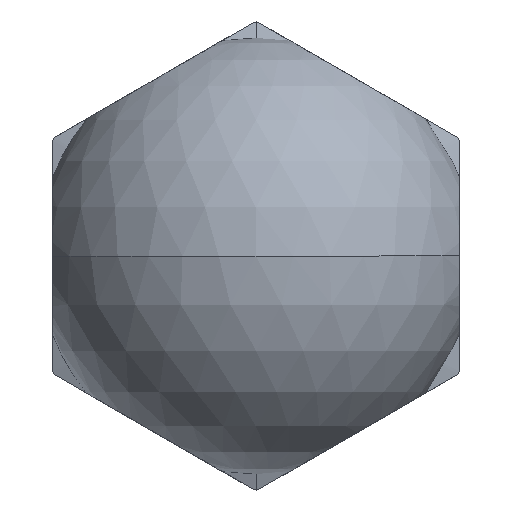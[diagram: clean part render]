
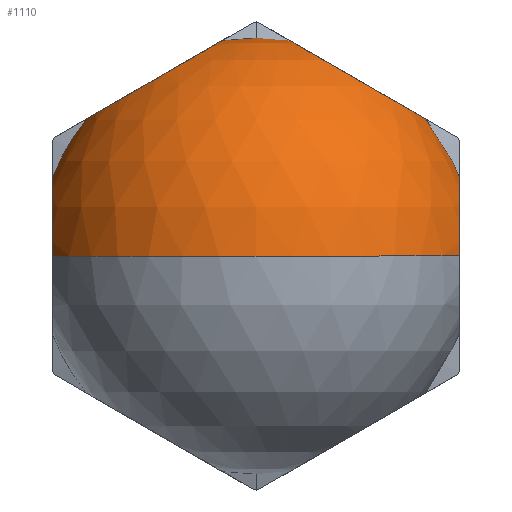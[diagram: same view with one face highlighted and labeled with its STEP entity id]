
A CAD part, front view. The second image highlights one B-rep face of the part: STEP entity #1110.
In plain terms, the highlighted spherical face has radius 7.5 mm.
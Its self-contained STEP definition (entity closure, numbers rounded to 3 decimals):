
#23 = CARTESIAN_POINT ( 'NONE',  ( 0., -10., 0. ) ) ;
#24 = CIRCLE ( 'NONE', #385, 2.693 ) ;
#31 = CARTESIAN_POINT ( 'NONE',  ( -1.168, -14.5, 7.408 ) ) ;
#51 = CIRCLE ( 'NONE', #632, 7.5 ) ;
#81 = CIRCLE ( 'NONE', #1179, 2.693 ) ;
#88 = CIRCLE ( 'NONE', #1231, 2.693 ) ;
#97 = SPHERICAL_SURFACE ( 'NONE', #520, 7.5 ) ;
#101 = CARTESIAN_POINT ( 'NONE',  ( -7., -11.807, 0. ) ) ;
#110 = CIRCLE ( 'NONE', #1069, 6. ) ;
#127 = CIRCLE ( 'NONE', #1131, 2.693 ) ;
#186 = EDGE_CURVE ( 'NONE', #482, #793, #594, .T. ) ;
#188 = CARTESIAN_POINT ( 'NONE',  ( 7., -11.807, 0. ) ) ;
#189 = CARTESIAN_POINT ( 'NONE',  ( 0., -10., 6. ) ) ;
#201 = ORIENTED_EDGE ( 'NONE', *, *, #672, .T. ) ;
#211 = CIRCLE ( 'NONE', #705, 7.5 ) ;
#212 = DIRECTION ( 'NONE',  ( 1., 0., 0. ) ) ;
#218 = DIRECTION ( 'NONE',  ( 0., 0., 1. ) ) ;
#220 = CARTESIAN_POINT ( 'NONE',  ( 0., -14.5, 0. ) ) ;
#249 = CARTESIAN_POINT ( 'NONE',  ( -5.832, -14.5, 4.716 ) ) ;
#250 = FACE_BOUND ( 'NONE', #984, .T. ) ;
#262 = FACE_BOUND ( 'NONE', #1320, .T. ) ;
#269 = VERTEX_POINT ( 'NONE', #317 ) ;
#291 = ORIENTED_EDGE ( 'NONE', *, *, #733, .T. ) ;
#301 = VERTEX_POINT ( 'NONE', #249 ) ;
#302 = EDGE_CURVE ( 'NONE', #1155, #604, #456, .T. ) ;
#317 = CARTESIAN_POINT ( 'NONE',  ( 1.168, -14.5, 7.408 ) ) ;
#344 = DIRECTION ( 'NONE',  ( -1., 0., 0. ) ) ;
#349 = DIRECTION ( 'NONE',  ( 0., 0., -1. ) ) ;
#354 = CARTESIAN_POINT ( 'NONE',  ( 0., -14.5, 0. ) ) ;
#373 = ORIENTED_EDGE ( 'NONE', *, *, #302, .T. ) ;
#385 = AXIS2_PLACEMENT_3D ( 'NONE', #593, #589, #582 ) ;
#391 = CARTESIAN_POINT ( 'NONE',  ( 7., -17.193, 0. ) ) ;
#432 = DIRECTION ( 'NONE',  ( -1., 0., 0. ) ) ;
#450 = DIRECTION ( 'NONE',  ( 0., 0., 1. ) ) ;
#456 = CIRCLE ( 'NONE', #533, 7.5 ) ;
#457 = CARTESIAN_POINT ( 'NONE',  ( -7., -17.193, 0. ) ) ;
#460 = ORIENTED_EDGE ( 'NONE', *, *, #742, .F. ) ;
#465 = DIRECTION ( 'NONE',  ( 0., 0., -1. ) ) ;
#467 = DIRECTION ( 'NONE',  ( -1., 0., 0. ) ) ;
#468 = CARTESIAN_POINT ( 'NONE',  ( 7., -14.5, 0. ) ) ;
#482 = VERTEX_POINT ( 'NONE', #101 ) ;
#484 = DIRECTION ( 'NONE',  ( 1., 0., 0. ) ) ;
#487 = VERTEX_POINT ( 'NONE', #1305 ) ;
#490 = DIRECTION ( 'NONE',  ( 0., 0., 1. ) ) ;
#494 = CARTESIAN_POINT ( 'NONE',  ( 0., -14.5, 0. ) ) ;
#500 = CARTESIAN_POINT ( 'NONE',  ( 0., -14.5, 0. ) ) ;
#512 = CIRCLE ( 'NONE', #783, 2.693 ) ;
#516 = CARTESIAN_POINT ( 'NONE',  ( 0., -22., 0. ) ) ;
#520 = AXIS2_PLACEMENT_3D ( 'NONE', #494, #450, #432 ) ;
#532 = DIRECTION ( 'NONE',  ( -1., 0., 0. ) ) ;
#533 = AXIS2_PLACEMENT_3D ( 'NONE', #220, #218, #212 ) ;
#534 = CIRCLE ( 'NONE', #859, 7.5 ) ;
#537 = DIRECTION ( 'NONE',  ( 0., 0., -1. ) ) ;
#542 = CARTESIAN_POINT ( 'NONE',  ( 0., -14.5, 0. ) ) ;
#570 = CARTESIAN_POINT ( 'NONE',  ( 5.832, -14.5, 4.716 ) ) ;
#582 = DIRECTION ( 'NONE',  ( 0.866, 0., -0.5 ) ) ;
#587 = CARTESIAN_POINT ( 'NONE',  ( 0., -10., 0. ) ) ;
#589 = DIRECTION ( 'NONE',  ( -0.5, 0., -0.866 ) ) ;
#593 = CARTESIAN_POINT ( 'NONE',  ( 3.5, -14.5, 6.062 ) ) ;
#594 = CIRCLE ( 'NONE', #871, 2.693 ) ;
#604 = VERTEX_POINT ( 'NONE', #1077 ) ;
#624 = DIRECTION ( 'NONE',  ( 0., 0., 1. ) ) ;
#629 = DIRECTION ( 'NONE',  ( 1., 0., 0. ) ) ;
#632 = AXIS2_PLACEMENT_3D ( 'NONE', #542, #537, #532 ) ;
#633 = CARTESIAN_POINT ( 'NONE',  ( -7., -14.5, 0. ) ) ;
#659 = EDGE_CURVE ( 'NONE', #972, #604, #110, .T. ) ;
#666 = EDGE_CURVE ( 'NONE', #1138, #301, #127, .T. ) ;
#672 = EDGE_CURVE ( 'NONE', #301, #1138, #81, .T. ) ;
#695 = EDGE_CURVE ( 'NONE', #790, #269, #88, .T. ) ;
#705 = AXIS2_PLACEMENT_3D ( 'NONE', #500, #490, #484 ) ;
#711 = DIRECTION ( 'NONE',  ( 0., 1., 0. ) ) ;
#717 = DIRECTION ( 'NONE',  ( 0., 0., 1. ) ) ;
#733 = EDGE_CURVE ( 'NONE', #269, #790, #24, .T. ) ;
#739 = ORIENTED_EDGE ( 'NONE', *, *, #774, .T. ) ;
#742 = EDGE_CURVE ( 'NONE', #807, #793, #51, .T. ) ;
#765 = EDGE_CURVE ( 'NONE', #807, #866, #211, .T. ) ;
#767 = DIRECTION ( 'NONE',  ( 0.866, 0., -0.5 ) ) ;
#772 = DIRECTION ( 'NONE',  ( -0.5, 0., -0.866 ) ) ;
#774 = EDGE_CURVE ( 'NONE', #866, #1155, #512, .T. ) ;
#775 = CARTESIAN_POINT ( 'NONE',  ( 3.5, -14.5, 6.062 ) ) ;
#777 = ORIENTED_EDGE ( 'NONE', *, *, #819, .F. ) ;
#783 = AXIS2_PLACEMENT_3D ( 'NONE', #468, #467, #465 ) ;
#790 = VERTEX_POINT ( 'NONE', #570 ) ;
#793 = VERTEX_POINT ( 'NONE', #457 ) ;
#801 = DIRECTION ( 'NONE',  ( 0.866, 0., 0.5 ) ) ;
#805 = DIRECTION ( 'NONE',  ( 0.5, 0., -0.866 ) ) ;
#807 = VERTEX_POINT ( 'NONE', #516 ) ;
#814 = CARTESIAN_POINT ( 'NONE',  ( -3.5, -14.5, 6.062 ) ) ;
#819 = EDGE_CURVE ( 'NONE', #482, #487, #534, .T. ) ;
#829 = DIRECTION ( 'NONE',  ( 0.866, 0., 0.5 ) ) ;
#853 = DIRECTION ( 'NONE',  ( 0.5, 0., -0.866 ) ) ;
#858 = CARTESIAN_POINT ( 'NONE',  ( -3.5, -14.5, 6.062 ) ) ;
#859 = AXIS2_PLACEMENT_3D ( 'NONE', #354, #349, #344 ) ;
#866 = VERTEX_POINT ( 'NONE', #391 ) ;
#871 = AXIS2_PLACEMENT_3D ( 'NONE', #633, #629, #624 ) ;
#876 = ORIENTED_EDGE ( 'NONE', *, *, #186, .T. ) ;
#879 = ORIENTED_EDGE ( 'NONE', *, *, #659, .F. ) ;
#900 = FACE_OUTER_BOUND ( 'NONE', #1318, .T. ) ;
#932 = DIRECTION ( 'NONE',  ( 0., 0., 1. ) ) ;
#941 = DIRECTION ( 'NONE',  ( 0., 1., 0. ) ) ;
#972 = VERTEX_POINT ( 'NONE', #189 ) ;
#984 = EDGE_LOOP ( 'NONE', ( #1265, #291 ) ) ;
#1007 = CIRCLE ( 'NONE', #1285, 6. ) ;
#1030 = ORIENTED_EDGE ( 'NONE', *, *, #666, .T. ) ;
#1069 = AXIS2_PLACEMENT_3D ( 'NONE', #23, #941, #932 ) ;
#1077 = CARTESIAN_POINT ( 'NONE',  ( 6., -10., 0. ) ) ;
#1110 = ADVANCED_FACE ( 'NONE', ( #262, #250, #900 ), #97, .T. ) ;
#1131 = AXIS2_PLACEMENT_3D ( 'NONE', #858, #853, #829 ) ;
#1138 = VERTEX_POINT ( 'NONE', #31 ) ;
#1155 = VERTEX_POINT ( 'NONE', #188 ) ;
#1179 = AXIS2_PLACEMENT_3D ( 'NONE', #814, #805, #801 ) ;
#1187 = EDGE_CURVE ( 'NONE', #487, #972, #1007, .T. ) ;
#1215 = ORIENTED_EDGE ( 'NONE', *, *, #1187, .F. ) ;
#1231 = AXIS2_PLACEMENT_3D ( 'NONE', #775, #772, #767 ) ;
#1234 = ORIENTED_EDGE ( 'NONE', *, *, #765, .T. ) ;
#1265 = ORIENTED_EDGE ( 'NONE', *, *, #695, .T. ) ;
#1285 = AXIS2_PLACEMENT_3D ( 'NONE', #587, #711, #717 ) ;
#1305 = CARTESIAN_POINT ( 'NONE',  ( -6., -10., 0. ) ) ;
#1318 = EDGE_LOOP ( 'NONE', ( #460, #1234, #739, #373, #879, #1215, #777, #876 ) ) ;
#1320 = EDGE_LOOP ( 'NONE', ( #1030, #201 ) ) ;
